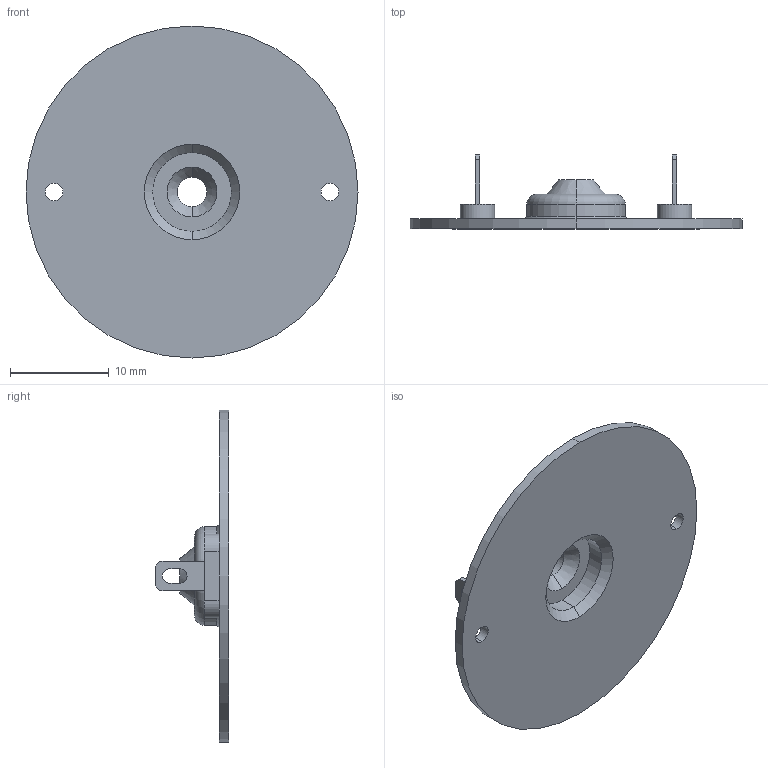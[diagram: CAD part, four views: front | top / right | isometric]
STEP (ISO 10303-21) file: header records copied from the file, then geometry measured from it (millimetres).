
FILE_DESCRIPTION (( 'STEP AP214' ), '1' );
FILE_NAME ('DC_Motor_Back_Plate.STEP', '2018-03-09T17:06:06', ( '' ), ( '' ), 'SwSTEP 2.0', 'SolidWorks 2017', '' );
FILE_SCHEMA (( 'AUTOMOTIVE_DESIGN' ));
Length unit declared in the file: millimetre
Products named in the file (1): DC_Motor_Back_Plate
Bounding box: 33.7 x 7.5 x 33.7 mm (x, y, z)
Volume: 1037.6 mm3; surface area: 2143 mm2
Topology: 1 solids, 1 shells, 61 faces, 148 edges, 96 vertices
Faces by surface type: plane 29, cylinder 22, cone 8, torus 2
Entity records: 2224 total; most frequent: DIRECTION 330, CARTESIAN_POINT 306, ORIENTED_EDGE 296, EDGE_CURVE 148, AXIS2_PLACEMENT_3D 120, VERTEX_POINT 96, VECTOR 90, LINE 90
